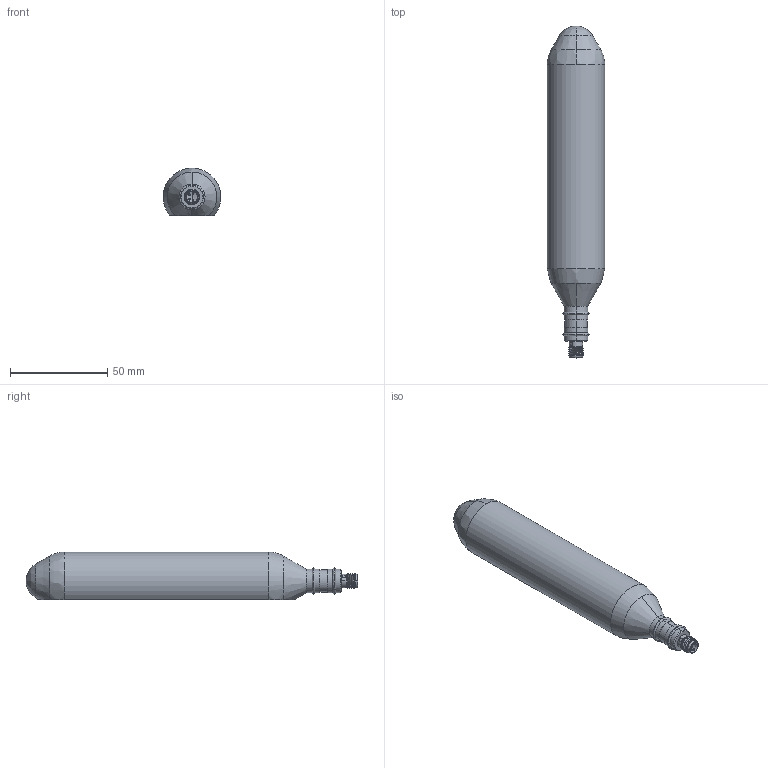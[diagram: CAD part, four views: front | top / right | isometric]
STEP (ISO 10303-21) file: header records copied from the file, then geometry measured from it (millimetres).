
FILE_DESCRIPTION (( 'STEP AP203' ), '1' );
FILE_NAME ('ABE-Z30-100-D12_outline.STEP', '2020-12-23T07:21:54', ( '' ), ( '' ), 'SwSTEP 2.0', 'SolidWorks 2020', '' );
FILE_SCHEMA (( 'CONFIG_CONTROL_DESIGN' ));
Length unit declared in the file: millimetre
Products named in the file (1): ABE-Z30-100-D12_outline
Bounding box: 29.6 x 170.5 x 24.5 mm (x, y, z)
Surface area: 14099.7 mm2 (no closed solid volume)
Topology: 0 solids, 11 shells, 109 faces, 275 edges, 174 vertices
Faces by surface type: cylinder 45, bspline 21, plane 21, cone 18, sphere 4
Entity records: 4556 total; most frequent: CARTESIAN_POINT 2004, DIRECTION 535, ORIENTED_EDGE 479, EDGE_CURVE 267, AXIS2_PLACEMENT_3D 221, VERTEX_POINT 170, CIRCLE 132, EDGE_LOOP 119
